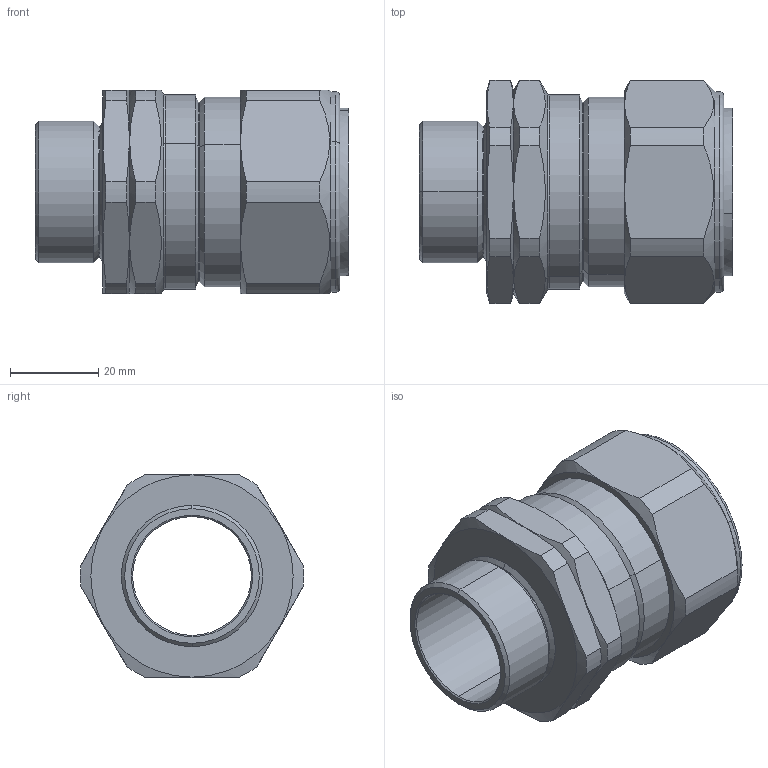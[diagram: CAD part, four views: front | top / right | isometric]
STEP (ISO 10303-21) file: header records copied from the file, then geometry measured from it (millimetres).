
FILE_DESCRIPTION (( 'STEP AP203' ), '1' );
FILE_NAME ('32CXED1RA.STEP', '2021-03-11T16:17:08', ( '' ), ( '' ), 'SwSTEP 2.0', 'SolidWorks 2017', '' );
FILE_SCHEMA (( 'CONFIG_CONTROL_DESIGN' ));
Length unit declared in the file: millimetre
Products named in the file (1): 32CXED1RA
Bounding box: 70.95 x 50.58 x 46 mm (x, y, z)
Volume: 50750.6 mm3; surface area: 19799.9 mm2
Topology: 1 solids, 18 shells, 242 faces, 565 edges, 366 vertices
Faces by surface type: plane 97, cylinder 57, bspline 48, cone 34, torus 6
Entity records: 9550 total; most frequent: CARTESIAN_POINT 4246, ORIENTED_EDGE 1130, DIRECTION 965, EDGE_CURVE 565, VERTEX_POINT 366, AXIS2_PLACEMENT_3D 353, LINE 259, VECTOR 259
